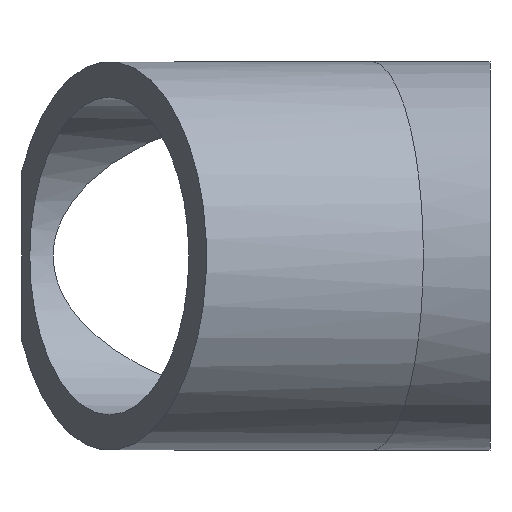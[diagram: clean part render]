
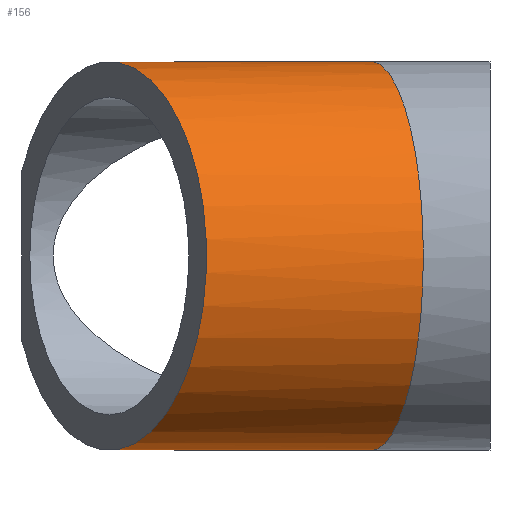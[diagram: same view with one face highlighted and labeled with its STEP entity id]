
A CAD part, left-side view. The second image highlights one B-rep face of the part: STEP entity #156.
In plain terms, the highlighted cylindrical face has radius 457.2 mm (diameter 914.4 mm), a partial arc.
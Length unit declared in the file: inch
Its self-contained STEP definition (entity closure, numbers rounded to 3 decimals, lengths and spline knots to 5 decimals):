
#20=ELLIPSE('',#196,36.,18.);
#23=ELLIPSE('',#199,36.,18.);
#24=ELLIPSE('',#202,18.63497,18.);
#29=CYLINDRICAL_SURFACE('',#201,18.);
#40=FACE_OUTER_BOUND('',#51,.T.);
#51=EDGE_LOOP('',(#135,#136,#137,#138));
#55=CIRCLE('',#182,18.);
#71=VERTEX_POINT('',#265);
#72=VERTEX_POINT('',#266);
#80=VERTEX_POINT('',#291);
#82=VERTEX_POINT('',#295);
#85=EDGE_CURVE('',#72,#71,#55,.T.);
#97=EDGE_CURVE('',#80,#71,#20,.T.);
#100=EDGE_CURVE('',#72,#82,#23,.T.);
#102=EDGE_CURVE('',#80,#82,#24,.T.);
#135=ORIENTED_EDGE('',*,*,#97,.T.);
#136=ORIENTED_EDGE('',*,*,#85,.F.);
#137=ORIENTED_EDGE('',*,*,#100,.T.);
#138=ORIENTED_EDGE('',*,*,#102,.F.);
#156=ADVANCED_FACE('',(#40),#29,.T.);
#182=AXIS2_PLACEMENT_3D('',#268,#211,#212);
#196=AXIS2_PLACEMENT_3D('',#292,#241,#242);
#199=AXIS2_PLACEMENT_3D('',#297,#247,#248);
#201=AXIS2_PLACEMENT_3D('',#300,#252,#253);
#202=AXIS2_PLACEMENT_3D('',#301,#254,#255);
#211=DIRECTION('center_axis',(-0.5,0.866,0.));
#212=DIRECTION('ref_axis',(-0.866,-0.5,0.));
#241=DIRECTION('center_axis',(-1.,0.,0.));
#242=DIRECTION('ref_axis',(0.,1.,0.));
#247=DIRECTION('center_axis',(-1.,0.,0.));
#248=DIRECTION('ref_axis',(0.,1.,0.));
#252=DIRECTION('center_axis',(0.5,-0.866,0.));
#253=DIRECTION('ref_axis',(-0.866,-0.5,0.));
#254=DIRECTION('center_axis',(0.259,-0.966,0.));
#255=DIRECTION('ref_axis',(-0.966,-0.259,0.));
#265=CARTESIAN_POINT('',(0.,43.33162,7.91623));
#266=CARTESIAN_POINT('',(0.,43.33162,-7.91623));
#268=CARTESIAN_POINT('Origin',(-14.,35.24871,0.));
#291=CARTESIAN_POINT('',(0.,11.,18.));
#292=CARTESIAN_POINT('Origin',(0.,11.,0.));
#295=CARTESIAN_POINT('',(0.,11.,-18.));
#297=CARTESIAN_POINT('Origin',(0.,11.,0.));
#300=CARTESIAN_POINT('Origin',(-14.,35.24871,0.));
#301=CARTESIAN_POINT('Origin',(0.,11.,0.));
